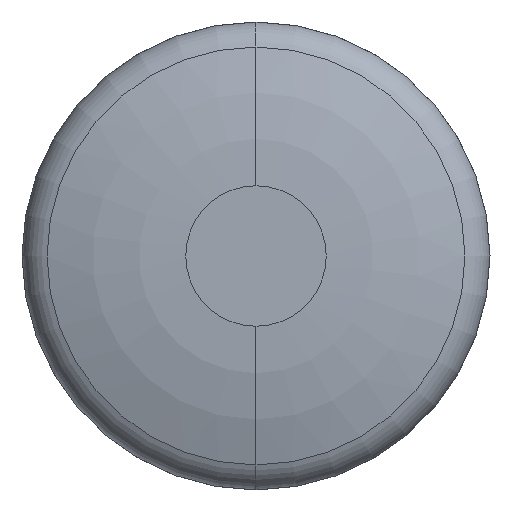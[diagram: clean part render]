
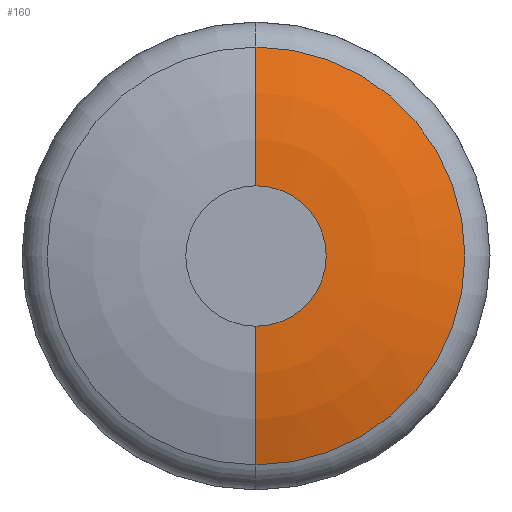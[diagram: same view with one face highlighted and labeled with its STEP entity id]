
A CAD part, front view. The second image highlights one B-rep face of the part: STEP entity #160.
In plain terms, the highlighted toroidal (fillet/blend) face has major radius 0.953 mm and minor radius 5.715 mm.
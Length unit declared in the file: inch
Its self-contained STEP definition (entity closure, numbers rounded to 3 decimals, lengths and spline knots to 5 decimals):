
#25 = CARTESIAN_POINT ( 'NONE',  ( 0., 0.01255, 0. ) ) ;
#49 = CARTESIAN_POINT ( 'NONE',  ( 0., 0.225, 0. ) ) ;
#74 = ORIENTED_EDGE ( 'NONE', *, *, #88, .F. ) ;
#77 = DIRECTION ( 'NONE',  ( 0., 0., -1. ) ) ;
#83 = CARTESIAN_POINT ( 'NONE',  ( 0., 0.01255, 0.11159 ) ) ;
#88 = EDGE_CURVE ( 'NONE', #331, #505, #173, .T. ) ;
#102 = EDGE_CURVE ( 'NONE', #146, #420, #186, .T. ) ;
#146 = VERTEX_POINT ( 'NONE', #404 ) ;
#158 = CIRCLE ( 'NONE', #517, 0.225 ) ;
#160 = ADVANCED_FACE ( 'NONE', ( #576 ), #584, .T. ) ;
#161 = EDGE_LOOP ( 'NONE', ( #368, #299, #74, #548 ) ) ;
#171 = DIRECTION ( 'NONE',  ( 1., 0., 0. ) ) ;
#173 = CIRCLE ( 'NONE', #218, 0.0375 ) ;
#186 = CIRCLE ( 'NONE', #263, 0.11159 ) ;
#211 = DIRECTION ( 'NONE',  ( 0., -1., 0. ) ) ;
#218 = AXIS2_PLACEMENT_3D ( 'NONE', #472, #339, #77 ) ;
#263 = AXIS2_PLACEMENT_3D ( 'NONE', #25, #211, #568 ) ;
#267 = AXIS2_PLACEMENT_3D ( 'NONE', #277, #171, #491 ) ;
#277 = CARTESIAN_POINT ( 'NONE',  ( 0., 0.225, 0.0375 ) ) ;
#299 = ORIENTED_EDGE ( 'NONE', *, *, #326, .T. ) ;
#314 = DIRECTION ( 'NONE',  ( -1., 0., 0. ) ) ;
#326 = EDGE_CURVE ( 'NONE', #420, #505, #502, .T. ) ;
#331 = VERTEX_POINT ( 'NONE', #579 ) ;
#339 = DIRECTION ( 'NONE',  ( 0., -1., 0. ) ) ;
#368 = ORIENTED_EDGE ( 'NONE', *, *, #102, .T. ) ;
#393 = EDGE_CURVE ( 'NONE', #146, #331, #158, .T. ) ;
#398 = CARTESIAN_POINT ( 'NONE',  ( 0., 0., 0.0375 ) ) ;
#404 = CARTESIAN_POINT ( 'NONE',  ( 0., 0.01255, -0.11159 ) ) ;
#420 = VERTEX_POINT ( 'NONE', #83 ) ;
#445 = CARTESIAN_POINT ( 'NONE',  ( 0., 0.225, -0.0375 ) ) ;
#472 = CARTESIAN_POINT ( 'NONE',  ( 0., 0., 0. ) ) ;
#491 = DIRECTION ( 'NONE',  ( 0., 0., -1. ) ) ;
#495 = DIRECTION ( 'NONE',  ( 0., -1., 0. ) ) ;
#502 = CIRCLE ( 'NONE', #267, 0.225 ) ;
#505 = VERTEX_POINT ( 'NONE', #398 ) ;
#517 = AXIS2_PLACEMENT_3D ( 'NONE', #445, #314, #526 ) ;
#526 = DIRECTION ( 'NONE',  ( 0., 0., 1. ) ) ;
#547 = DIRECTION ( 'NONE',  ( 0., 0., -1. ) ) ;
#548 = ORIENTED_EDGE ( 'NONE', *, *, #393, .F. ) ;
#560 = AXIS2_PLACEMENT_3D ( 'NONE', #49, #495, #547 ) ;
#568 = DIRECTION ( 'NONE',  ( 0., 0., -1. ) ) ;
#576 = FACE_OUTER_BOUND ( 'NONE', #161, .T. ) ;
#579 = CARTESIAN_POINT ( 'NONE',  ( 0., 0., -0.0375 ) ) ;
#584 = TOROIDAL_SURFACE ( 'NONE', #560, 0.0375, 0.225 ) ;
